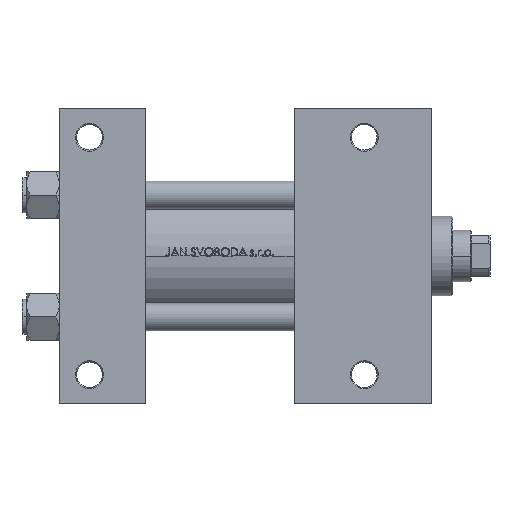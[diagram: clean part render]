
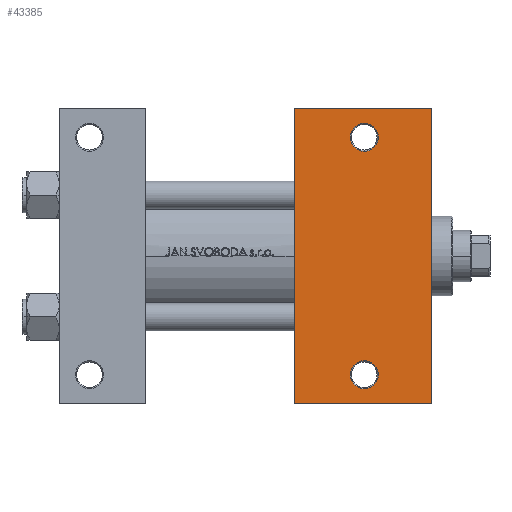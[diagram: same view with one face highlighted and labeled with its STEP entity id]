
A CAD part, front view. The second image highlights one B-rep face of the part: STEP entity #43385.
In plain terms, the highlighted face is planar.
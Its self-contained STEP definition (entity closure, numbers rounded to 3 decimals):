
#920 = EDGE_CURVE ( 'NONE', #20355, #12407, #45304, .T. ) ;
#1648 = VECTOR ( 'NONE', #39143, 1000. ) ;
#1700 = CARTESIAN_POINT ( 'NONE',  ( 160., 37.5, -37.5 ) ) ;
#1949 = DIRECTION ( 'NONE',  ( 1., 0., 0. ) ) ;
#2231 = ORIENTED_EDGE ( 'NONE', *, *, #2560, .T. ) ;
#2543 = ORIENTED_EDGE ( 'NONE', *, *, #920, .T. ) ;
#2560 = EDGE_CURVE ( 'NONE', #23273, #34639, #30281, .T. ) ;
#2590 = DIRECTION ( 'NONE',  ( -1., 0., 0. ) ) ;
#2626 = AXIS2_PLACEMENT_3D ( 'NONE', #4688, #19871, #35080 ) ;
#3764 = CARTESIAN_POINT ( 'NONE',  ( 101., 63.5, -37.5 ) ) ;
#3963 = AXIS2_PLACEMENT_3D ( 'NONE', #46393, #31696, #39640 ) ;
#4688 = CARTESIAN_POINT ( 'NONE',  ( 131., -51., -37.5 ) ) ;
#5435 = FACE_OUTER_BOUND ( 'NONE', #23576, .T. ) ;
#6174 = DIRECTION ( 'NONE',  ( -1., 0., 0. ) ) ;
#6824 = LINE ( 'NONE', #48402, #36254 ) ;
#7629 = ORIENTED_EDGE ( 'NONE', *, *, #35207, .T. ) ;
#8769 = CARTESIAN_POINT ( 'NONE',  ( 101., 37.5, -37.5 ) ) ;
#9176 = EDGE_CURVE ( 'NONE', #14000, #46263, #32331, .T. ) ;
#10334 = VERTEX_POINT ( 'NONE', #3764 ) ;
#12407 = VERTEX_POINT ( 'NONE', #31146 ) ;
#12538 = DIRECTION ( 'NONE',  ( -1., 0., 0. ) ) ;
#13403 = CARTESIAN_POINT ( 'NONE',  ( 160., 37.5, -37.5 ) ) ;
#13651 = DIRECTION ( 'NONE',  ( 0., -1., 0. ) ) ;
#13989 = EDGE_CURVE ( 'NONE', #46263, #47231, #6824, .T. ) ;
#14000 = VERTEX_POINT ( 'NONE', #37211 ) ;
#14769 = ORIENTED_EDGE ( 'NONE', *, *, #9176, .T. ) ;
#15012 = CARTESIAN_POINT ( 'NONE',  ( 160., -63.5, -37.5 ) ) ;
#15768 = VECTOR ( 'NONE', #1949, 1000. ) ;
#15941 = AXIS2_PLACEMENT_3D ( 'NONE', #1700, #32098, #6174 ) ;
#16848 = EDGE_LOOP ( 'NONE', ( #2543, #7629 ) ) ;
#19871 = DIRECTION ( 'NONE',  ( 0., 0., 1. ) ) ;
#20355 = VERTEX_POINT ( 'NONE', #24631 ) ;
#20455 = EDGE_CURVE ( 'NONE', #10334, #14000, #29333, .T. ) ;
#21897 = CARTESIAN_POINT ( 'NONE',  ( 125., 51., -37.5 ) ) ;
#23273 = VERTEX_POINT ( 'NONE', #25222 ) ;
#23576 = EDGE_LOOP ( 'NONE', ( #46659, #39649, #14769, #36732 ) ) ;
#23974 = LINE ( 'NONE', #8769, #1648 ) ;
#24137 = CIRCLE ( 'NONE', #2626, 5.999 ) ;
#24348 = AXIS2_PLACEMENT_3D ( 'NONE', #24889, #43548, #31870 ) ;
#24387 = FACE_BOUND ( 'NONE', #16848, .T. ) ;
#24631 = CARTESIAN_POINT ( 'NONE',  ( 125.001, -51., -37.5 ) ) ;
#24889 = CARTESIAN_POINT ( 'NONE',  ( 131., 51., -37.5 ) ) ;
#25119 = CARTESIAN_POINT ( 'NONE',  ( 101., 63.5, -37.5 ) ) ;
#25222 = CARTESIAN_POINT ( 'NONE',  ( 136.999, 51., -37.5 ) ) ;
#25633 = EDGE_CURVE ( 'NONE', #10334, #47231, #23974, .T. ) ;
#25717 = EDGE_LOOP ( 'NONE', ( #34004, #2231 ) ) ;
#26175 = CARTESIAN_POINT ( 'NONE',  ( 101., -63.5, -37.5 ) ) ;
#26741 = CIRCLE ( 'NONE', #24348, 5.999 ) ;
#29333 = LINE ( 'NONE', #25119, #15768 ) ;
#30281 = CIRCLE ( 'NONE', #31068, 5.999 ) ;
#30348 = VECTOR ( 'NONE', #13651, 1000. ) ;
#31068 = AXIS2_PLACEMENT_3D ( 'NONE', #46648, #34941, #12538 ) ;
#31146 = CARTESIAN_POINT ( 'NONE',  ( 136.999, -51., -37.5 ) ) ;
#31696 = DIRECTION ( 'NONE',  ( 0., 0., 1. ) ) ;
#31870 = DIRECTION ( 'NONE',  ( -1., 0., 0. ) ) ;
#32098 = DIRECTION ( 'NONE',  ( 0., 0., -1. ) ) ;
#32331 = LINE ( 'NONE', #13403, #30348 ) ;
#34004 = ORIENTED_EDGE ( 'NONE', *, *, #38628, .T. ) ;
#34639 = VERTEX_POINT ( 'NONE', #21897 ) ;
#34941 = DIRECTION ( 'NONE',  ( 0., 0., 1. ) ) ;
#35080 = DIRECTION ( 'NONE',  ( -1., 0., 0. ) ) ;
#35207 = EDGE_CURVE ( 'NONE', #12407, #20355, #24137, .T. ) ;
#35833 = PLANE ( 'NONE',  #15941 ) ;
#36254 = VECTOR ( 'NONE', #2590, 1000. ) ;
#36732 = ORIENTED_EDGE ( 'NONE', *, *, #13989, .T. ) ;
#37211 = CARTESIAN_POINT ( 'NONE',  ( 160., 63.5, -37.5 ) ) ;
#38628 = EDGE_CURVE ( 'NONE', #34639, #23273, #26741, .T. ) ;
#39143 = DIRECTION ( 'NONE',  ( 0., -1., 0. ) ) ;
#39640 = DIRECTION ( 'NONE',  ( -1., 0., 0. ) ) ;
#39649 = ORIENTED_EDGE ( 'NONE', *, *, #20455, .T. ) ;
#43298 = FACE_BOUND ( 'NONE', #25717, .T. ) ;
#43385 = ADVANCED_FACE ( 'NONE', ( #43298, #24387, #5435 ), #35833, .T. ) ;
#43548 = DIRECTION ( 'NONE',  ( 0., 0., 1. ) ) ;
#45304 = CIRCLE ( 'NONE', #3963, 5.999 ) ;
#46263 = VERTEX_POINT ( 'NONE', #15012 ) ;
#46393 = CARTESIAN_POINT ( 'NONE',  ( 131., -51., -37.5 ) ) ;
#46648 = CARTESIAN_POINT ( 'NONE',  ( 131., 51., -37.5 ) ) ;
#46659 = ORIENTED_EDGE ( 'NONE', *, *, #25633, .F. ) ;
#47231 = VERTEX_POINT ( 'NONE', #26175 ) ;
#48402 = CARTESIAN_POINT ( 'NONE',  ( 101., -63.5, -37.5 ) ) ;
